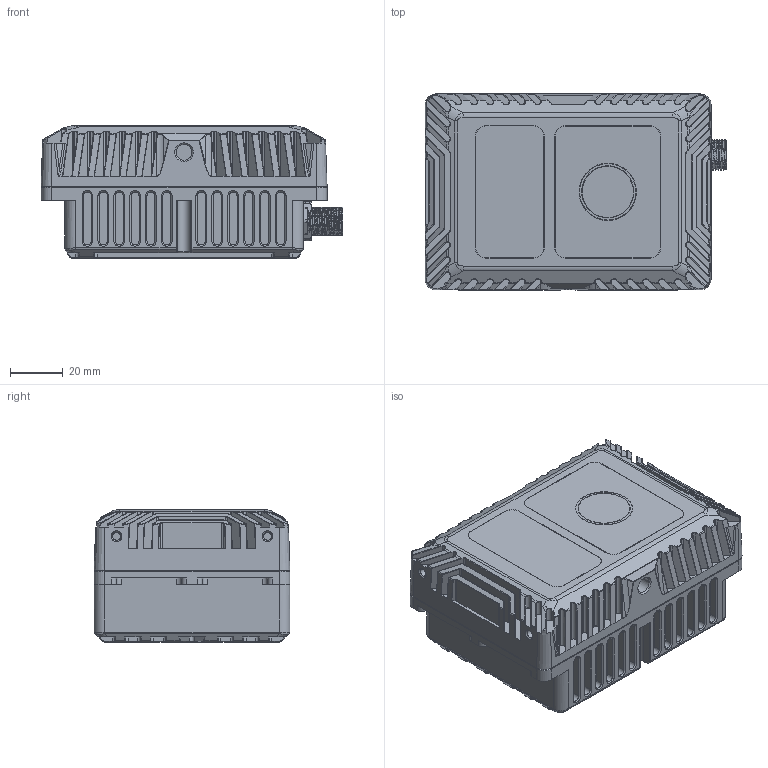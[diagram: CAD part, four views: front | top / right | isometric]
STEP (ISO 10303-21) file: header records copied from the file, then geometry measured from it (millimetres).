
FILE_DESCRIPTION((''),'2;1');
FILE_NAME('CS40-PRO_240612','2024-06-12T14:09:37',('杜航'),(''),'CREO PARAMETRIC BY PTC INC, 2018050','CREO PARAMETRIC BY PTC INC, 2018050','');
FILE_SCHEMA(('CONFIG_CONTROL_DESIGN','SHAPE_APPEARANCE_LAYERS_GROUPS'));
Products named in the file (1): CS40-PRO_240612
Bounding box: 114 x 74 x 50 mm (x, y, z)
Surface area: 84849.2 mm2 (no closed solid volume)
Topology: 0 solids, 16 shells, 2693 faces, 6978 edges, 4414 vertices
Faces by surface type: plane 1022, cylinder 1000, bspline 426, cone 176, torus 40, sphere 29
Entity records: 177807 total; most frequent: CARTESIAN_POINT 85102, ORIENTED_EDGE 13896, DIRECTION 11903, PRESENTATION_STYLE_ASSIGNMENT 8249, STYLED_ITEM 6970, CURVE_STYLE 6954, EDGE_CURVE 6954, VERTEX_POINT 4414
